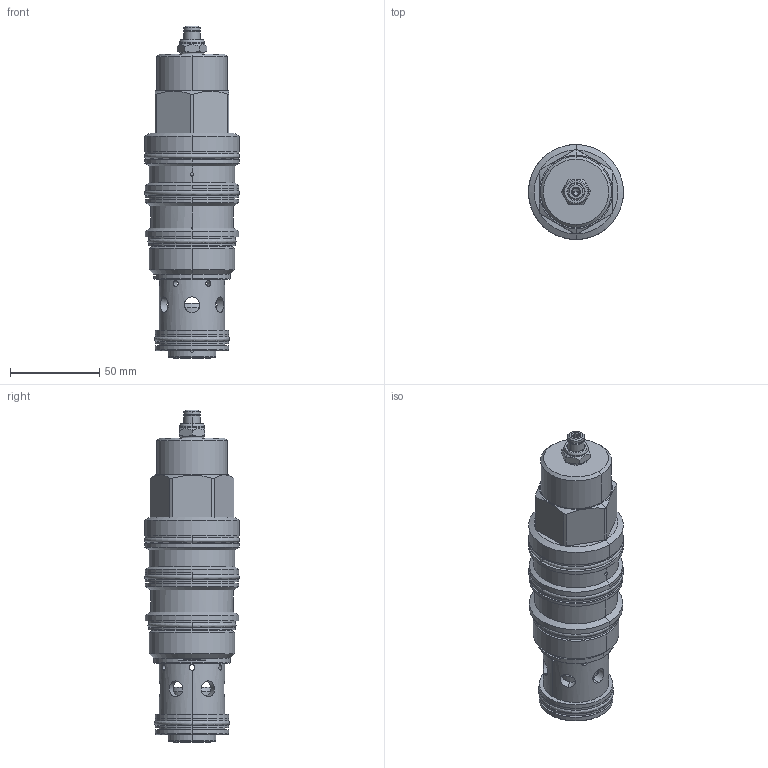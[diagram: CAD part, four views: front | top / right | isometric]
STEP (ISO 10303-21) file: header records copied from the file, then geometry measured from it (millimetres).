
FILE_DESCRIPTION((''),'2;1');
FILE_NAME('CWIA-LHN_PRT','2018-03-12T',('Administrator'),(''),'PRO/ENGINEER BY PARAMETRIC TECHNOLOGY CORPORATION, 2006240','PRO/ENGINEER BY PARAMETRIC TECHNOLOGY CORPORATION, 2006240','');
FILE_SCHEMA(('CONFIG_CONTROL_DESIGN'));
Length unit declared in the file: inch
Products named in the file (1): CWIA-LHN_PRT
Bounding box: 53.09 x 53.09 x 185.55 mm (x, y, z)
Volume: 139410 mm3; surface area: 63516.4 mm2
Topology: 7 solids, 7 shells, 383 faces, 907 edges, 548 vertices
Faces by surface type: cylinder 162, cone 82, plane 81, torus 42, revolution 14, sphere 2
Entity records: 14944 total; most frequent: CARTESIAN_POINT 6007, DIRECTION 1931, ORIENTED_EDGE 1802, EDGE_CURVE 901, AXIS2_PLACEMENT_3D 811, VERTEX_POINT 548, EDGE_LOOP 447, CIRCLE 442
